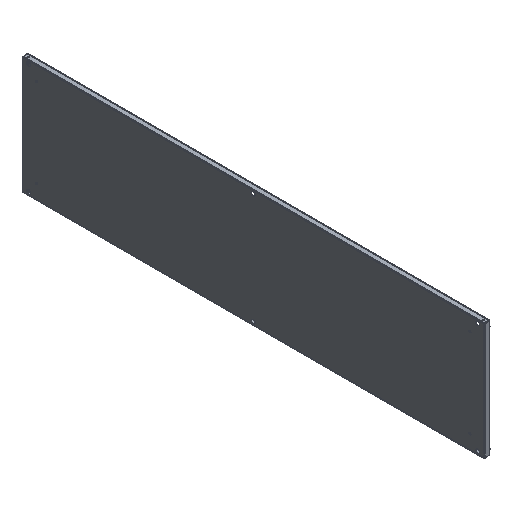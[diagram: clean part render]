
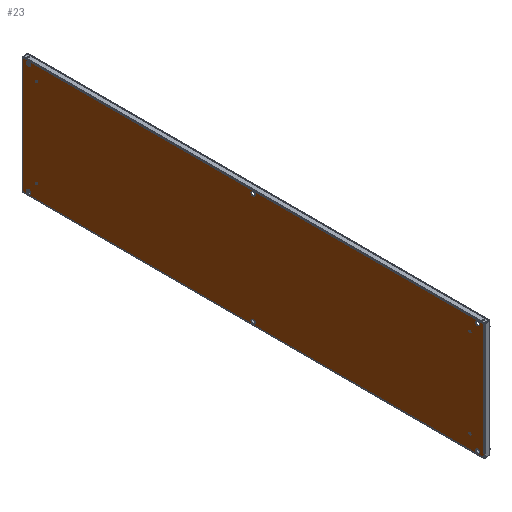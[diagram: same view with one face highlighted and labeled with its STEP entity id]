
A CAD part, isometric view. The second image highlights one B-rep face of the part: STEP entity #23.
In plain terms, the highlighted planar face has unit normal (-1, 0, 0).
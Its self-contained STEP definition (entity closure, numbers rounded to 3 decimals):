
#6 = ORIENTED_EDGE ( 'NONE', *, *, #2925, .F. ) ;
#9 = ORIENTED_EDGE ( 'NONE', *, *, #1272, .T. ) ;
#23 = ADVANCED_FACE ( 'NONE', ( #2312, #1061, #811, #3052, #1320, #642, #423, #689, #1166, #1938, #663 ), #1665, .F. ) ;
#63 = ORIENTED_EDGE ( 'NONE', *, *, #2094, .T. ) ;
#65 = EDGE_CURVE ( 'NONE', #2379, #2379, #2378, .T. ) ;
#74 = AXIS2_PLACEMENT_3D ( 'NONE', #1235, #2759, #2744 ) ;
#93 = CARTESIAN_POINT ( 'NONE',  ( -2., -928., -227.5 ) ) ;
#129 = VERTEX_POINT ( 'NONE', #1853 ) ;
#139 = CIRCLE ( 'NONE', #402, 3.5 ) ;
#297 = DIRECTION ( 'NONE',  ( 0., -1., 0. ) ) ;
#346 = VERTEX_POINT ( 'NONE', #3067 ) ;
#386 = DIRECTION ( 'NONE',  ( 0., -1., 0. ) ) ;
#402 = AXIS2_PLACEMENT_3D ( 'NONE', #728, #2189, #2690 ) ;
#423 = FACE_BOUND ( 'NONE', #972, .T. ) ;
#448 = EDGE_CURVE ( 'NONE', #611, #611, #588, .T. ) ;
#463 = LINE ( 'NONE', #539, #549 ) ;
#484 = DIRECTION ( 'NONE',  ( 0., -1., 0. ) ) ;
#487 = EDGE_LOOP ( 'NONE', ( #1104 ) ) ;
#539 = CARTESIAN_POINT ( 'NONE',  ( -2., -945., 238. ) ) ;
#549 = VECTOR ( 'NONE', #2729, 1000. ) ;
#588 = CIRCLE ( 'NONE', #1434, 8. ) ;
#611 = VERTEX_POINT ( 'NONE', #93 ) ;
#635 = EDGE_CURVE ( 'NONE', #1147, #2958, #2184, .T. ) ;
#642 = FACE_BOUND ( 'NONE', #1240, .T. ) ;
#645 = DIRECTION ( 'NONE',  ( 1., 0., 0. ) ) ;
#663 = FACE_OUTER_BOUND ( 'NONE', #1980, .T. ) ;
#688 = EDGE_LOOP ( 'NONE', ( #63 ) ) ;
#689 = FACE_BOUND ( 'NONE', #849, .T. ) ;
#693 = VERTEX_POINT ( 'NONE', #3187 ) ;
#695 = VECTOR ( 'NONE', #1631, 1000. ) ;
#728 = CARTESIAN_POINT ( 'NONE',  ( -2., -888., 181. ) ) ;
#741 = AXIS2_PLACEMENT_3D ( 'NONE', #939, #2454, #976 ) ;
#811 = FACE_BOUND ( 'NONE', #2896, .T. ) ;
#849 = EDGE_LOOP ( 'NONE', ( #1209 ) ) ;
#866 = CARTESIAN_POINT ( 'NONE',  ( -2., 945., 238. ) ) ;
#881 = EDGE_CURVE ( 'NONE', #1610, #1610, #1382, .T. ) ;
#932 = CARTESIAN_POINT ( 'NONE',  ( -2., 945., 238. ) ) ;
#939 = CARTESIAN_POINT ( 'NONE',  ( -2., 888., 181. ) ) ;
#949 = DIRECTION ( 'NONE',  ( 1., 0., 0. ) ) ;
#961 = DIRECTION ( 'NONE',  ( 1., 0., 0. ) ) ;
#964 = DIRECTION ( 'NONE',  ( -1., 0., 0. ) ) ;
#972 = EDGE_LOOP ( 'NONE', ( #1456 ) ) ;
#976 = DIRECTION ( 'NONE',  ( 0., 1., 0. ) ) ;
#991 = VERTEX_POINT ( 'NONE', #2786 ) ;
#1061 = FACE_BOUND ( 'NONE', #2754, .T. ) ;
#1104 = ORIENTED_EDGE ( 'NONE', *, *, #448, .T. ) ;
#1138 = LINE ( 'NONE', #2886, #1202 ) ;
#1139 = AXIS2_PLACEMENT_3D ( 'NONE', #1739, #961, #2719 ) ;
#1147 = VERTEX_POINT ( 'NONE', #866 ) ;
#1166 = FACE_BOUND ( 'NONE', #2488, .T. ) ;
#1202 = VECTOR ( 'NONE', #3218, 1000. ) ;
#1209 = ORIENTED_EDGE ( 'NONE', *, *, #3060, .F. ) ;
#1228 = DIRECTION ( 'NONE',  ( 0., 1., 0. ) ) ;
#1231 = CIRCLE ( 'NONE', #2806, 8. ) ;
#1235 = CARTESIAN_POINT ( 'NONE',  ( -2., -920., 227.5 ) ) ;
#1240 = EDGE_LOOP ( 'NONE', ( #9 ) ) ;
#1271 = EDGE_CURVE ( 'NONE', #1147, #991, #1138, .T. ) ;
#1272 = EDGE_CURVE ( 'NONE', #129, #129, #2002, .T. ) ;
#1289 = DIRECTION ( 'NONE',  ( -1., 0., 0. ) ) ;
#1320 = FACE_BOUND ( 'NONE', #487, .T. ) ;
#1335 = VERTEX_POINT ( 'NONE', #2347 ) ;
#1382 = CIRCLE ( 'NONE', #3197, 8. ) ;
#1434 = AXIS2_PLACEMENT_3D ( 'NONE', #1969, #2705, #297 ) ;
#1443 = CARTESIAN_POINT ( 'NONE',  ( -2., 945., 238. ) ) ;
#1456 = ORIENTED_EDGE ( 'NONE', *, *, #2604, .F. ) ;
#1500 = CIRCLE ( 'NONE', #1762, 3.5 ) ;
#1542 = AXIS2_PLACEMENT_3D ( 'NONE', #932, #1928, #2449 ) ;
#1604 = CARTESIAN_POINT ( 'NONE',  ( -2., 945., -238. ) ) ;
#1610 = VERTEX_POINT ( 'NONE', #2327 ) ;
#1631 = DIRECTION ( 'NONE',  ( 0., -1., 0. ) ) ;
#1663 = EDGE_LOOP ( 'NONE', ( #2554 ) ) ;
#1665 = PLANE ( 'NONE',  #1542 ) ;
#1704 = ORIENTED_EDGE ( 'NONE', *, *, #1988, .T. ) ;
#1705 = ORIENTED_EDGE ( 'NONE', *, *, #1271, .T. ) ;
#1739 = CARTESIAN_POINT ( 'NONE',  ( -2., -888., -181. ) ) ;
#1747 = ORIENTED_EDGE ( 'NONE', *, *, #65, .T. ) ;
#1762 = AXIS2_PLACEMENT_3D ( 'NONE', #2974, #2516, #1228 ) ;
#1838 = VERTEX_POINT ( 'NONE', #2595 ) ;
#1853 = CARTESIAN_POINT ( 'NONE',  ( -2., -8., -227.5 ) ) ;
#1900 = CARTESIAN_POINT ( 'NONE',  ( -2., 920., -227.5 ) ) ;
#1901 = VERTEX_POINT ( 'NONE', #2463 ) ;
#1928 = DIRECTION ( 'NONE',  ( 1., 0., 0. ) ) ;
#1938 = FACE_BOUND ( 'NONE', #1663, .T. ) ;
#1969 = CARTESIAN_POINT ( 'NONE',  ( -2., -920., -227.5 ) ) ;
#1980 = EDGE_LOOP ( 'NONE', ( #1704, #2043, #2938, #1705 ) ) ;
#1988 = EDGE_CURVE ( 'NONE', #991, #2306, #3073, .T. ) ;
#2002 = CIRCLE ( 'NONE', #3037, 8. ) ;
#2043 = ORIENTED_EDGE ( 'NONE', *, *, #2647, .F. ) ;
#2063 = AXIS2_PLACEMENT_3D ( 'NONE', #1900, #949, #2395 ) ;
#2087 = CARTESIAN_POINT ( 'NONE',  ( -2., 891.5, -181. ) ) ;
#2094 = EDGE_CURVE ( 'NONE', #1838, #1838, #3102, .T. ) ;
#2122 = CARTESIAN_POINT ( 'NONE',  ( -2., 912., -227.5 ) ) ;
#2144 = CIRCLE ( 'NONE', #74, 8. ) ;
#2184 = LINE ( 'NONE', #1443, #695 ) ;
#2189 = DIRECTION ( 'NONE',  ( -1., 0., 0. ) ) ;
#2234 = CARTESIAN_POINT ( 'NONE',  ( -2., 0., -227.5 ) ) ;
#2258 = CARTESIAN_POINT ( 'NONE',  ( -2., -945., -238. ) ) ;
#2297 = DIRECTION ( 'NONE',  ( 0., -1., 0. ) ) ;
#2306 = VERTEX_POINT ( 'NONE', #2258 ) ;
#2307 = EDGE_CURVE ( 'NONE', #2819, #2819, #1500, .T. ) ;
#2312 = FACE_BOUND ( 'NONE', #688, .T. ) ;
#2327 = CARTESIAN_POINT ( 'NONE',  ( -2., -8., 227.5 ) ) ;
#2347 = CARTESIAN_POINT ( 'NONE',  ( -2., -891.5, 181. ) ) ;
#2378 = CIRCLE ( 'NONE', #2063, 8. ) ;
#2379 = VERTEX_POINT ( 'NONE', #2122 ) ;
#2395 = DIRECTION ( 'NONE',  ( 0., -1., 0. ) ) ;
#2449 = DIRECTION ( 'NONE',  ( 0., 1., 0. ) ) ;
#2450 = CIRCLE ( 'NONE', #1139, 3.5 ) ;
#2454 = DIRECTION ( 'NONE',  ( 1., 0., 0. ) ) ;
#2463 = CARTESIAN_POINT ( 'NONE',  ( -2., 912., 227.5 ) ) ;
#2488 = EDGE_LOOP ( 'NONE', ( #6 ) ) ;
#2510 = EDGE_LOOP ( 'NONE', ( #1747 ) ) ;
#2516 = DIRECTION ( 'NONE',  ( -1., 0., 0. ) ) ;
#2554 = ORIENTED_EDGE ( 'NONE', *, *, #881, .F. ) ;
#2569 = CARTESIAN_POINT ( 'NONE',  ( -2., 920., 227.5 ) ) ;
#2595 = CARTESIAN_POINT ( 'NONE',  ( -2., 891.5, 181. ) ) ;
#2604 = EDGE_CURVE ( 'NONE', #346, #346, #2144, .T. ) ;
#2632 = VECTOR ( 'NONE', #386, 1000. ) ;
#2647 = EDGE_CURVE ( 'NONE', #2958, #2306, #463, .T. ) ;
#2690 = DIRECTION ( 'NONE',  ( 0., -1., 0. ) ) ;
#2703 = CARTESIAN_POINT ( 'NONE',  ( -2., -945., 238. ) ) ;
#2705 = DIRECTION ( 'NONE',  ( 1., 0., 0. ) ) ;
#2719 = DIRECTION ( 'NONE',  ( 0., -1., 0. ) ) ;
#2729 = DIRECTION ( 'NONE',  ( 0., 0., -1. ) ) ;
#2744 = DIRECTION ( 'NONE',  ( 0., -1., 0. ) ) ;
#2754 = EDGE_LOOP ( 'NONE', ( #2942 ) ) ;
#2759 = DIRECTION ( 'NONE',  ( -1., 0., 0. ) ) ;
#2786 = CARTESIAN_POINT ( 'NONE',  ( -2., 945., -238. ) ) ;
#2806 = AXIS2_PLACEMENT_3D ( 'NONE', #2569, #1289, #2297 ) ;
#2819 = VERTEX_POINT ( 'NONE', #2087 ) ;
#2879 = ORIENTED_EDGE ( 'NONE', *, *, #2927, .T. ) ;
#2886 = CARTESIAN_POINT ( 'NONE',  ( -2., 945., 238. ) ) ;
#2896 = EDGE_LOOP ( 'NONE', ( #2879 ) ) ;
#2925 = EDGE_CURVE ( 'NONE', #1335, #1335, #139, .T. ) ;
#2927 = EDGE_CURVE ( 'NONE', #693, #693, #2450, .T. ) ;
#2938 = ORIENTED_EDGE ( 'NONE', *, *, #635, .F. ) ;
#2942 = ORIENTED_EDGE ( 'NONE', *, *, #2307, .F. ) ;
#2958 = VERTEX_POINT ( 'NONE', #2703 ) ;
#2974 = CARTESIAN_POINT ( 'NONE',  ( -2., 888., -181. ) ) ;
#3037 = AXIS2_PLACEMENT_3D ( 'NONE', #2234, #645, #3136 ) ;
#3052 = FACE_BOUND ( 'NONE', #2510, .T. ) ;
#3060 = EDGE_CURVE ( 'NONE', #1901, #1901, #1231, .T. ) ;
#3067 = CARTESIAN_POINT ( 'NONE',  ( -2., -928., 227.5 ) ) ;
#3073 = LINE ( 'NONE', #1604, #2632 ) ;
#3102 = CIRCLE ( 'NONE', #741, 3.5 ) ;
#3136 = DIRECTION ( 'NONE',  ( 0., -1., 0. ) ) ;
#3187 = CARTESIAN_POINT ( 'NONE',  ( -2., -891.5, -181. ) ) ;
#3197 = AXIS2_PLACEMENT_3D ( 'NONE', #3233, #964, #484 ) ;
#3218 = DIRECTION ( 'NONE',  ( 0., 0., -1. ) ) ;
#3233 = CARTESIAN_POINT ( 'NONE',  ( -2., 0., 227.5 ) ) ;
